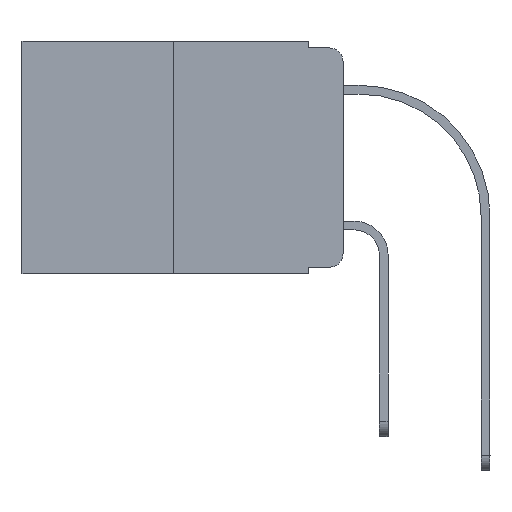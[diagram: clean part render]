
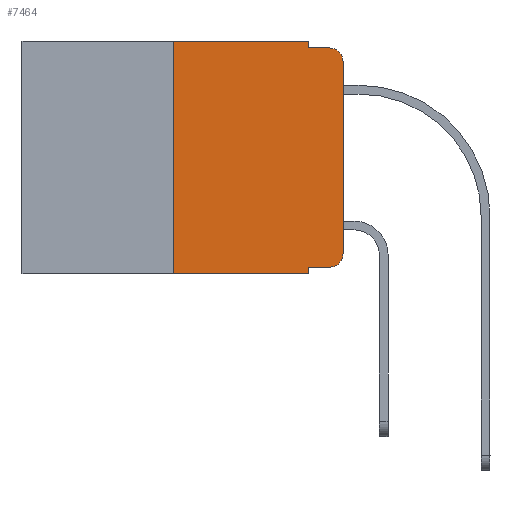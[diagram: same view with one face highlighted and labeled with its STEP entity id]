
A CAD part, left-side view. The second image highlights one B-rep face of the part: STEP entity #7464.
In plain terms, the highlighted planar face has unit normal (-1, 0, 0).
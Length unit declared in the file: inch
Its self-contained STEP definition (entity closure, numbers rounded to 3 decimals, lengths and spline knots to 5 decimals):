
#158 = AXIS2_PLACEMENT_3D ( 'NONE', #11532, #6282, #6010 ) ;
#382 = EDGE_CURVE ( 'NONE', #3176, #11537, #5628, .T. ) ;
#400 = VERTEX_POINT ( 'NONE', #7202 ) ;
#466 = EDGE_CURVE ( 'NONE', #8178, #3413, #5795, .T. ) ;
#540 = ORIENTED_EDGE ( 'NONE', *, *, #13456, .T. ) ;
#703 = DIRECTION ( 'NONE',  ( 0., 0., -1. ) ) ;
#746 = CARTESIAN_POINT ( 'NONE',  ( 0., 0.051, 0. ) ) ;
#980 = CARTESIAN_POINT ( 'NONE',  ( 0., 0.02, -0.313 ) ) ;
#1174 = CARTESIAN_POINT ( 'NONE',  ( 0., 0., 0. ) ) ;
#1535 = EDGE_CURVE ( 'NONE', #400, #12372, #11277, .T. ) ;
#1688 = DIRECTION ( 'NONE',  ( -1., 0., 0. ) ) ;
#1863 = LINE ( 'NONE', #746, #6999 ) ;
#2460 = EDGE_CURVE ( 'NONE', #11537, #3413, #3912, .T. ) ;
#2481 = ORIENTED_EDGE ( 'NONE', *, *, #8950, .F. ) ;
#2492 = ORIENTED_EDGE ( 'NONE', *, *, #2460, .T. ) ;
#2542 = ORIENTED_EDGE ( 'NONE', *, *, #10475, .T. ) ;
#2546 = DIRECTION ( 'NONE',  ( 0., -1., 0. ) ) ;
#2659 = CARTESIAN_POINT ( 'NONE',  ( 0., 0.051, -0.343 ) ) ;
#3176 = VERTEX_POINT ( 'NONE', #9663 ) ;
#3325 = VECTOR ( 'NONE', #2546, 39.37008 ) ;
#3388 = DIRECTION ( 'NONE',  ( -1., 0., 0. ) ) ;
#3413 = VERTEX_POINT ( 'NONE', #10070 ) ;
#3737 = CARTESIAN_POINT ( 'NONE',  ( 0., 0.25, -0.343 ) ) ;
#3740 = DIRECTION ( 'NONE',  ( 0., 0., 1. ) ) ;
#3912 = CIRCLE ( 'NONE', #6825, 0.02 ) ;
#4033 = LINE ( 'NONE', #13052, #8262 ) ;
#4226 = DIRECTION ( 'NONE',  ( 0., -1., 0. ) ) ;
#4465 = CARTESIAN_POINT ( 'NONE',  ( 0., 0.051, -0.01 ) ) ;
#4930 = CARTESIAN_POINT ( 'NONE',  ( 0., 0.02, -0.03 ) ) ;
#5042 = EDGE_LOOP ( 'NONE', ( #11860, #2492, #5255, #11047, #2481, #6199, #2542, #7531, #13302, #540 ) ) ;
#5255 = ORIENTED_EDGE ( 'NONE', *, *, #466, .F. ) ;
#5285 = LINE ( 'NONE', #13886, #6288 ) ;
#5408 = VERTEX_POINT ( 'NONE', #11741 ) ;
#5628 = LINE ( 'NONE', #1174, #8040 ) ;
#5753 = DIRECTION ( 'NONE',  ( 0., 0., -1. ) ) ;
#5795 = LINE ( 'NONE', #4465, #3325 ) ;
#6010 = DIRECTION ( 'NONE',  ( 0., 0., -1. ) ) ;
#6125 = VECTOR ( 'NONE', #3740, 39.37008 ) ;
#6199 = ORIENTED_EDGE ( 'NONE', *, *, #13077, .F. ) ;
#6282 = DIRECTION ( 'NONE',  ( 1., 0., 0. ) ) ;
#6288 = VECTOR ( 'NONE', #4226, 39.37008 ) ;
#6501 = DIRECTION ( 'NONE',  ( 0., 0., -1. ) ) ;
#6588 = EDGE_CURVE ( 'NONE', #12376, #8178, #1863, .T. ) ;
#6666 = CARTESIAN_POINT ( 'NONE',  ( 0., 0.051, -0.01 ) ) ;
#6825 = AXIS2_PLACEMENT_3D ( 'NONE', #4930, #1688, #703 ) ;
#6866 = CARTESIAN_POINT ( 'NONE',  ( 0., 0.051, 0. ) ) ;
#6999 = VECTOR ( 'NONE', #7357, 39.37008 ) ;
#7094 = CARTESIAN_POINT ( 'NONE',  ( 0., 0.051, 0. ) ) ;
#7196 = CARTESIAN_POINT ( 'NONE',  ( 0., 0., -0.03 ) ) ;
#7202 = CARTESIAN_POINT ( 'NONE',  ( 0., 0.051, -0.333 ) ) ;
#7357 = DIRECTION ( 'NONE',  ( 0., 0., -1. ) ) ;
#7413 = VERTEX_POINT ( 'NONE', #8918 ) ;
#7464 = ADVANCED_FACE ( 'NONE', ( #9482 ), #10388, .F. ) ;
#7531 = ORIENTED_EDGE ( 'NONE', *, *, #1535, .F. ) ;
#8040 = VECTOR ( 'NONE', #13164, 39.37008 ) ;
#8140 = CIRCLE ( 'NONE', #10886, 0.02 ) ;
#8178 = VERTEX_POINT ( 'NONE', #6666 ) ;
#8262 = VECTOR ( 'NONE', #8836, 39.37008 ) ;
#8563 = CARTESIAN_POINT ( 'NONE',  ( 0., 0.473, -0.343 ) ) ;
#8774 = DIRECTION ( 'NONE',  ( 0., -1., 0. ) ) ;
#8836 = DIRECTION ( 'NONE',  ( 0., -1., 0. ) ) ;
#8918 = CARTESIAN_POINT ( 'NONE',  ( 0., 0.02, -0.333 ) ) ;
#8950 = EDGE_CURVE ( 'NONE', #5408, #12376, #4033, .T. ) ;
#9482 = FACE_OUTER_BOUND ( 'NONE', #5042, .T. ) ;
#9626 = LINE ( 'NONE', #8563, #12712 ) ;
#9663 = CARTESIAN_POINT ( 'NONE',  ( 0., 0., -0.313 ) ) ;
#9909 = LINE ( 'NONE', #10168, #6125 ) ;
#10070 = CARTESIAN_POINT ( 'NONE',  ( 0., 0.02, -0.01 ) ) ;
#10168 = CARTESIAN_POINT ( 'NONE',  ( 0., 0.25, 0. ) ) ;
#10388 = PLANE ( 'NONE',  #158 ) ;
#10475 = EDGE_CURVE ( 'NONE', #12032, #12372, #9626, .T. ) ;
#10886 = AXIS2_PLACEMENT_3D ( 'NONE', #980, #3388, #6501 ) ;
#11047 = ORIENTED_EDGE ( 'NONE', *, *, #6588, .F. ) ;
#11277 = LINE ( 'NONE', #6866, #13260 ) ;
#11532 = CARTESIAN_POINT ( 'NONE',  ( 0., 0.473, 0. ) ) ;
#11537 = VERTEX_POINT ( 'NONE', #7196 ) ;
#11741 = CARTESIAN_POINT ( 'NONE',  ( 0., 0.25, 0. ) ) ;
#11860 = ORIENTED_EDGE ( 'NONE', *, *, #382, .T. ) ;
#12032 = VERTEX_POINT ( 'NONE', #3737 ) ;
#12372 = VERTEX_POINT ( 'NONE', #2659 ) ;
#12376 = VERTEX_POINT ( 'NONE', #7094 ) ;
#12712 = VECTOR ( 'NONE', #8774, 39.37008 ) ;
#13052 = CARTESIAN_POINT ( 'NONE',  ( 0., 0.473, 0. ) ) ;
#13077 = EDGE_CURVE ( 'NONE', #12032, #5408, #9909, .T. ) ;
#13164 = DIRECTION ( 'NONE',  ( 0., 0., 1. ) ) ;
#13260 = VECTOR ( 'NONE', #5753, 39.37008 ) ;
#13302 = ORIENTED_EDGE ( 'NONE', *, *, #13963, .T. ) ;
#13456 = EDGE_CURVE ( 'NONE', #7413, #3176, #8140, .T. ) ;
#13886 = CARTESIAN_POINT ( 'NONE',  ( 0., 0.051, -0.333 ) ) ;
#13963 = EDGE_CURVE ( 'NONE', #400, #7413, #5285, .T. ) ;
